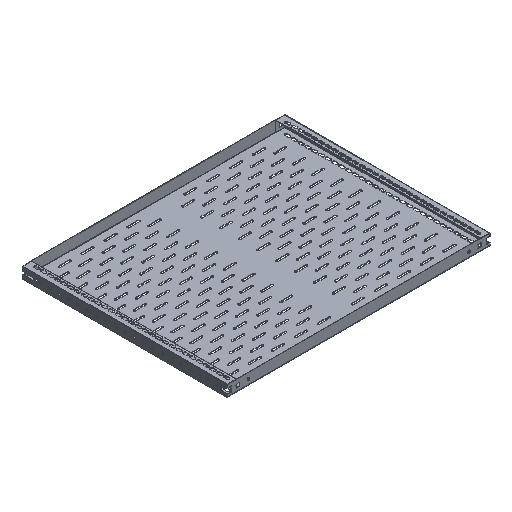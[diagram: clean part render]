
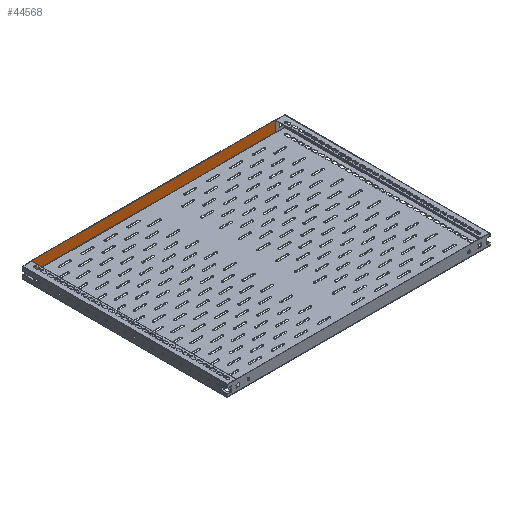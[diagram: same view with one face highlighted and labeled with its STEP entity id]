
A CAD part, isometric view. The second image highlights one B-rep face of the part: STEP entity #44568.
In plain terms, the highlighted planar face has unit normal (0, -1, 0).
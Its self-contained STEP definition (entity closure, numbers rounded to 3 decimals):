
#6237 = CARTESIAN_POINT ( 'NONE',  ( -324., 271.75, 0.1 ) ) ;
#6238 = CARTESIAN_POINT ( 'NONE',  ( 324., 271.75, 0.1 ) ) ;
#6241 = CARTESIAN_POINT ( 'NONE',  ( -324., 271.75, 28.5 ) ) ;
#6244 = CARTESIAN_POINT ( 'NONE',  ( 324., 271.75, 28.5 ) ) ;
#9196 = CARTESIAN_POINT ( 'NONE',  ( -324., 271.75, 28.5 ) ) ;
#9203 = FACE_OUTER_BOUND ( 'NONE', #39026, .T. ) ;
#9207 = PLANE ( 'NONE',  #52246 ) ;
#9208 = DIRECTION ( 'NONE',  ( 0., -1., 0. ) ) ;
#9209 = DIRECTION ( 'NONE',  ( 0., 0., -1. ) ) ;
#35448 = CARTESIAN_POINT ( 'NONE',  ( 324., 271.75, 0.1 ) ) ;
#35450 = LINE ( 'NONE', #35448, #56053 ) ;
#35456 = DIRECTION ( 'NONE',  ( -1., 0., 0. ) ) ;
#35471 = LINE ( 'NONE', #35472, #55695 ) ;
#35472 = CARTESIAN_POINT ( 'NONE',  ( 324., 271.75, 28.5 ) ) ;
#35473 = DIRECTION ( 'NONE',  ( 0., 0., -1. ) ) ;
#35475 = LINE ( 'NONE', #35476, #56100 ) ;
#35476 = CARTESIAN_POINT ( 'NONE',  ( -324., 271.75, 28.5 ) ) ;
#35481 = DIRECTION ( 'NONE',  ( 0., 0., 1. ) ) ;
#35492 = LINE ( 'NONE', #35503, #56163 ) ;
#35503 = CARTESIAN_POINT ( 'NONE',  ( 324., 271.75, 28.5 ) ) ;
#35508 = DIRECTION ( 'NONE',  ( 1., 0., 0. ) ) ;
#39026 = EDGE_LOOP ( 'NONE', ( #49951, #49952, #49953, #49954 ) ) ;
#42784 = VERTEX_POINT ( 'NONE', #6237 ) ;
#42786 = VERTEX_POINT ( 'NONE', #6238 ) ;
#42790 = VERTEX_POINT ( 'NONE', #6241 ) ;
#42793 = VERTEX_POINT ( 'NONE', #6244 ) ;
#44568 = ADVANCED_FACE ( 'NONE', ( #9203 ), #9207, .T. ) ;
#48881 = EDGE_CURVE ( 'NONE', #42786, #42784, #35450, .T. ) ;
#48891 = EDGE_CURVE ( 'NONE', #42793, #42786, #35471, .T. ) ;
#48895 = EDGE_CURVE ( 'NONE', #42784, #42790, #35475, .T. ) ;
#48908 = EDGE_CURVE ( 'NONE', #42790, #42793, #35492, .T. ) ;
#49951 = ORIENTED_EDGE ( 'NONE', *, *, #48881, .F. ) ;
#49952 = ORIENTED_EDGE ( 'NONE', *, *, #48891, .F. ) ;
#49953 = ORIENTED_EDGE ( 'NONE', *, *, #48908, .F. ) ;
#49954 = ORIENTED_EDGE ( 'NONE', *, *, #48895, .F. ) ;
#52246 = AXIS2_PLACEMENT_3D ( 'NONE', #9196, #9208, #9209 ) ;
#55695 = VECTOR ( 'NONE', #35473, 1000. ) ;
#56053 = VECTOR ( 'NONE', #35456, 1000. ) ;
#56100 = VECTOR ( 'NONE', #35481, 1000. ) ;
#56163 = VECTOR ( 'NONE', #35508, 1000. ) ;
